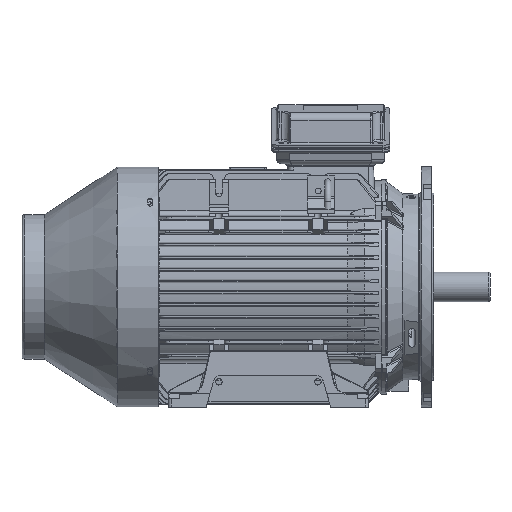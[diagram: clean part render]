
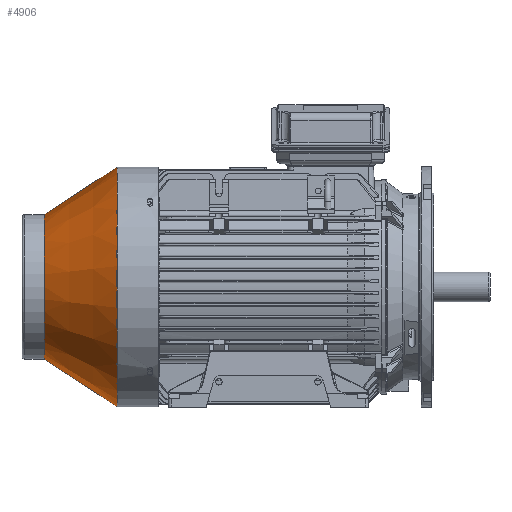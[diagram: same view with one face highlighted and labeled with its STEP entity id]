
A CAD part, left-side view. The second image highlights one B-rep face of the part: STEP entity #4906.
In plain terms, the highlighted conical face has half-angle 33.201 degrees and reference radius 224.1 mm.
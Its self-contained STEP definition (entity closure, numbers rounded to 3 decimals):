
#4906 = ADVANCED_FACE( '', ( #12331, #12332 ), #12333, .T. );
#12331 = FACE_OUTER_BOUND( '', #30010, .T. );
#12332 = FACE_BOUND( '', #30011, .T. );
#12333 = CONICAL_SURFACE( '', #30012, 224.1, 0.579 );
#30010 = EDGE_LOOP( '', ( #64195 ) );
#30011 = EDGE_LOOP( '', ( #64196 ) );
#30012 = AXIS2_PLACEMENT_3D( '', #64197, #64198, #64199 );
#64195 = ORIENTED_EDGE( '', *, *, #90220, .F. );
#64196 = ORIENTED_EDGE( '', *, *, #86849, .F. );
#64197 = CARTESIAN_POINT( '', ( 0., 494.4, 0. ) );
#64198 = DIRECTION( '', ( 0., -1., 0. ) );
#64199 = DIRECTION( '', ( 0., 0., -1. ) );
#86849 = EDGE_CURVE( '', #99563, #99563, #99564, .T. );
#90220 = EDGE_CURVE( '', #105206, #105206, #105207, .F. );
#99563 = VERTEX_POINT( '', #120142 );
#99564 = CIRCLE( '', #120143, 135.1 );
#105206 = VERTEX_POINT( '', #134724 );
#105207 = CIRCLE( '', #134725, 224.1 );
#120142 = CARTESIAN_POINT( '', ( 0., 630.4, 135.1 ) );
#120143 = AXIS2_PLACEMENT_3D( '', #162397, #162398, #162399 );
#134724 = CARTESIAN_POINT( '', ( 0., 494.4, 224.1 ) );
#134725 = AXIS2_PLACEMENT_3D( '', #166454, #166455, #166456 );
#162397 = CARTESIAN_POINT( '', ( 0., 630.4, 0. ) );
#162398 = DIRECTION( '', ( 0., 1., 0. ) );
#162399 = DIRECTION( '', ( 0., 0., 1. ) );
#166454 = CARTESIAN_POINT( '', ( 0., 494.4, 0. ) );
#166455 = DIRECTION( '', ( 0., 1., 0. ) );
#166456 = DIRECTION( '', ( 0., 0., 1. ) );
